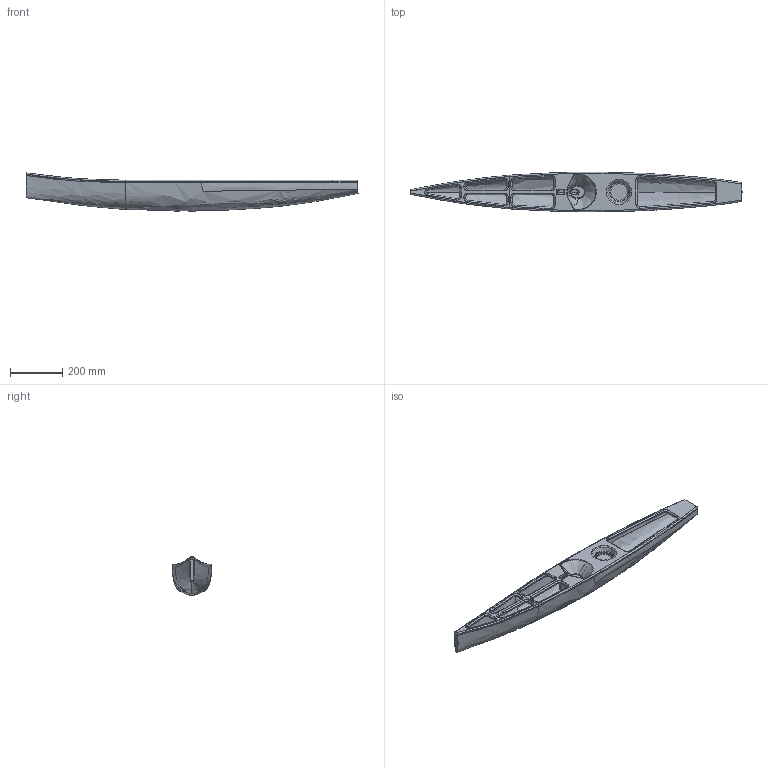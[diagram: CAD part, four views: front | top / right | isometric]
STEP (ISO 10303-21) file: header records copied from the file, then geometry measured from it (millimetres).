
FILE_DESCRIPTION(('OneSpaceDesigner STEP Export'),'2;1');
FILE_NAME('160125_Mablehead_Romp_Dek_04.stp','2016-01-25T12:55:21',(''),(''),'OneSpace Designer STEP processor for AP214 (Solid Model)','OneSpace Designer 14.50 18-Oct-2006 (C) CoCreate Software GmbH','');
FILE_SCHEMA(('AUTOMOTIVE_DESIGN { 1 0 10303 214 1 1 1 1 }'));
Length unit declared in the file: millimetre
Products named in the file (3): Dek_79_cc; Romp_198_cc; Marblehaed_New-Wave
Assembly tree (2 placements, depth 2):
  Marblehaed_New-Wave
    Romp_198_cc
    Dek_79_cc
Bounding box: 1271.27 x 152.32 x 146.15 mm (x, y, z)
Volume: 256785.2 mm3; surface area: 984265.7 mm2
Topology: 2 solids, 2 shells, 464 faces, 1122 edges, 673 vertices
Faces by surface type: bspline 254, cylinder 105, plane 82, torus 16, cone 4, sphere 3
Entity records: 39313 total; most frequent: CARTESIAN_POINT 31089, ORIENTED_EDGE 2238, EDGE_CURVE 1119, DIRECTION 854, VERTEX_POINT 673, B_SPLINE_CURVE_WITH_KNOTS 538, EDGE_LOOP 496, FACE_OUTER_BOUND 464
